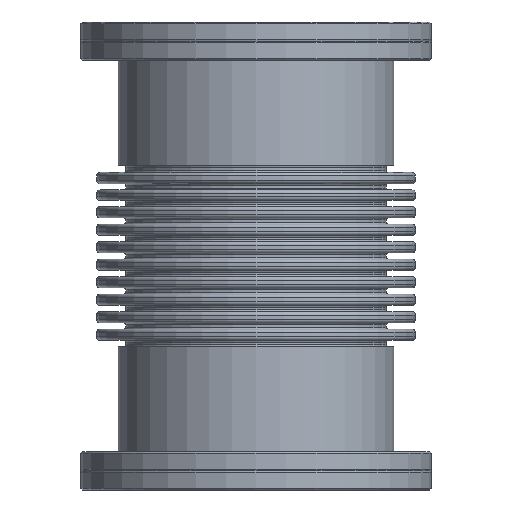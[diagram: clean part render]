
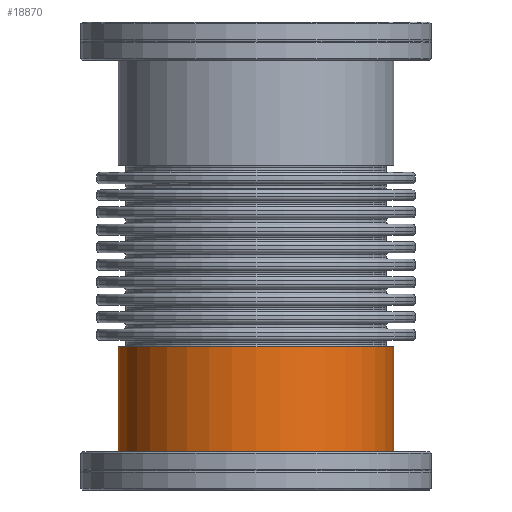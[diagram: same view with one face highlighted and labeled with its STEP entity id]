
A CAD part, front view. The second image highlights one B-rep face of the part: STEP entity #18870.
In plain terms, the highlighted cylindrical face has radius 79.5 mm (diameter 159 mm), a partial arc.
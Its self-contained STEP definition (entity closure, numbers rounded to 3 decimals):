
#62 = ORIENTED_EDGE ( 'NONE', *, *, #17747, .T. ) ;
#771 = EDGE_LOOP ( 'NONE', ( #17514, #18465, #19360, #62 ) ) ;
#1362 = DIRECTION ( 'NONE',  ( 1., 0., 0. ) ) ;
#3318 = VECTOR ( 'NONE', #17593, 1000. ) ;
#5815 = AXIS2_PLACEMENT_3D ( 'NONE', #10467, #10535, #13837 ) ;
#5836 = VERTEX_POINT ( 'NONE', #10214 ) ;
#6692 = CIRCLE ( 'NONE', #7079, 79.5 ) ;
#7079 = AXIS2_PLACEMENT_3D ( 'NONE', #19818, #10676, #1362 ) ;
#8543 = VERTEX_POINT ( 'NONE', #18268 ) ;
#8564 = EDGE_CURVE ( 'NONE', #5836, #18714, #16744, .T. ) ;
#8592 = EDGE_CURVE ( 'NONE', #15087, #8543, #11580, .T. ) ;
#8622 = CIRCLE ( 'NONE', #18745, 79.5 ) ;
#9040 = CARTESIAN_POINT ( 'NONE',  ( 0., 0., -187.4 ) ) ;
#10214 = CARTESIAN_POINT ( 'NONE',  ( -79.5, 0., -260.5 ) ) ;
#10467 = CARTESIAN_POINT ( 'NONE',  ( 0., 0., -187.5 ) ) ;
#10535 = DIRECTION ( 'NONE',  ( 0., 0., 1. ) ) ;
#10542 = DIRECTION ( 'NONE',  ( 1., 0., 0. ) ) ;
#10676 = DIRECTION ( 'NONE',  ( 0., 0., 1. ) ) ;
#10997 = FACE_OUTER_BOUND ( 'NONE', #771, .T. ) ;
#11470 = CARTESIAN_POINT ( 'NONE',  ( -79.5, 0., -187.4 ) ) ;
#11580 = LINE ( 'NONE', #17530, #3318 ) ;
#13837 = DIRECTION ( 'NONE',  ( 1., 0., 0. ) ) ;
#14763 = CARTESIAN_POINT ( 'NONE',  ( 79.5, 0., -260.5 ) ) ;
#15087 = VERTEX_POINT ( 'NONE', #14763 ) ;
#15786 = VECTOR ( 'NONE', #17873, 1000. ) ;
#16744 = LINE ( 'NONE', #17697, #15786 ) ;
#17374 = CYLINDRICAL_SURFACE ( 'NONE', #5815, 79.5 ) ;
#17514 = ORIENTED_EDGE ( 'NONE', *, *, #8564, .F. ) ;
#17530 = CARTESIAN_POINT ( 'NONE',  ( 79.5, 0., -187.5 ) ) ;
#17593 = DIRECTION ( 'NONE',  ( 0., 0., 1. ) ) ;
#17697 = CARTESIAN_POINT ( 'NONE',  ( -79.5, 0., -187.5 ) ) ;
#17747 = EDGE_CURVE ( 'NONE', #8543, #18714, #8622, .T. ) ;
#17765 = EDGE_CURVE ( 'NONE', #5836, #15087, #6692, .T. ) ;
#17873 = DIRECTION ( 'NONE',  ( 0., 0., 1. ) ) ;
#18268 = CARTESIAN_POINT ( 'NONE',  ( 79.5, 0., -187.4 ) ) ;
#18465 = ORIENTED_EDGE ( 'NONE', *, *, #17765, .T. ) ;
#18714 = VERTEX_POINT ( 'NONE', #11470 ) ;
#18745 = AXIS2_PLACEMENT_3D ( 'NONE', #9040, #19714, #10542 ) ;
#18870 = ADVANCED_FACE ( 'NONE', ( #10997 ), #17374, .T. ) ;
#19360 = ORIENTED_EDGE ( 'NONE', *, *, #8592, .T. ) ;
#19714 = DIRECTION ( 'NONE',  ( 0., 0., -1. ) ) ;
#19818 = CARTESIAN_POINT ( 'NONE',  ( 0., 0., -260.5 ) ) ;
